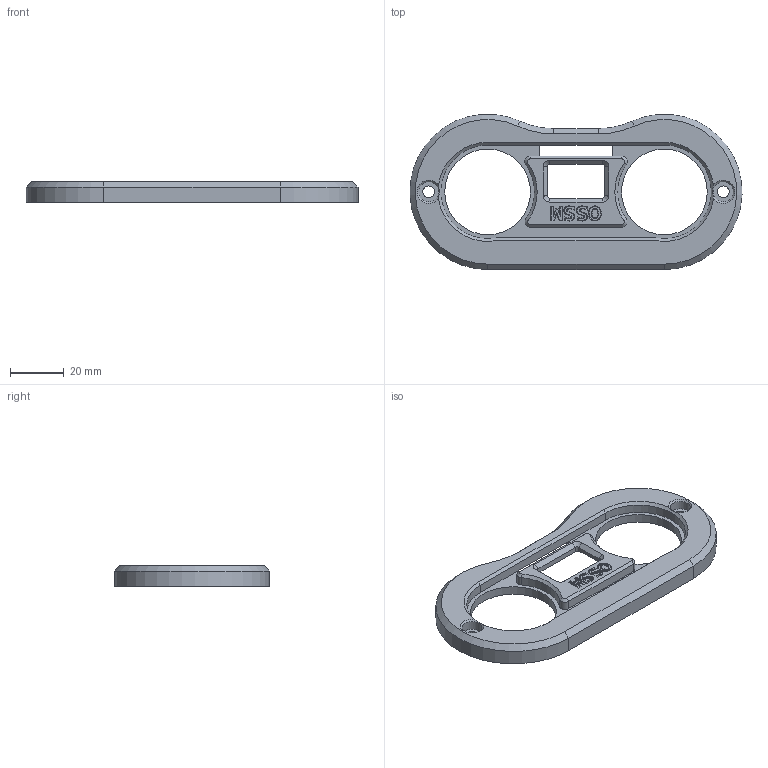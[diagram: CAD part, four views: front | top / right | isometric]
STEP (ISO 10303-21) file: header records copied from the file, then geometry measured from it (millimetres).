
FILE_DESCRIPTION(/* description */ ('','CAx-IF Rec.Pracs.---Representation and Presentation of Product Manufacturing Information (PMI)---4.0---2014-10-13'),/* implementation_level */ '2;1');
FILE_NAME(/* name */ 'OSSM - Remote Reimagined - Board Interface V1.1.step',/* time_stamp */ '2025-01-22T18:11:44-05:00',/* author */ (''),/* organization */ (''),/* preprocessor_version */ 'ST-DEVELOPER v20',/* originating_system */ 'Autodesk Translation Framework v13.20.0.188',/* authorisation */ '');
FILE_SCHEMA (('AP242_MANAGED_MODEL_BASED_3D_ENGINEERING_MIM_LF { 1 0 10303 442 1 1 4 }'));
Length unit declared in the file: millimetre
Products named in the file (1): OSSM - Remote Reimagined - Board Interface
Bounding box: 123.95 x 57.91 x 7.7 mm (x, y, z)
Volume: 25025.9 mm3; surface area: 13644.1 mm2
Topology: 1 solids, 1 shells, 159 faces, 388 edges, 238 vertices
Faces by surface type: plane 93, cylinder 30, cone 20, bspline 16
Full cylindrical faces by diameter (mm): 4.4 x2, 7.5 x2, 32 x2
Entity records: 6355 total; most frequent: CARTESIAN_POINT 2633, ORIENTED_EDGE 776, DIRECTION 721, EDGE_CURVE 388, LINE 265, VECTOR 265, VERTEX_POINT 238, AXIS2_PLACEMENT_3D 228
